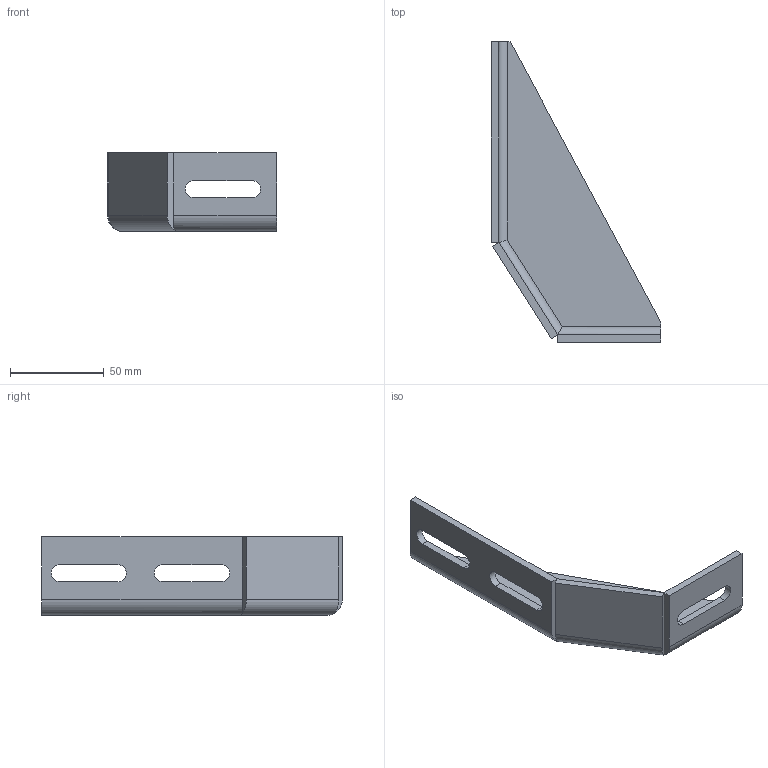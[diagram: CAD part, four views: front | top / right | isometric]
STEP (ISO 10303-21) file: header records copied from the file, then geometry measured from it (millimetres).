
FILE_DESCRIPTION(/* description */ (''),/* implementation_level */ '2;1');
FILE_NAME(/* name */ '13349_KriTec_Bodenwinkel_St_160x40x90_verzinkt.stp',/* time_stamp */ '2016-01-04T11:09:00+01:00',/* author */ ('Steiner'),/* organization */ (''),/* preprocessor_version */ 'ST-DEVELOPER v15.2',/* originating_system */ 'Autodesk Inventor 2014',/* authorisation */ '');
FILE_SCHEMA (('AUTOMOTIVE_DESIGN { 1 0 10303 214 3 1 1 }'));
Length unit declared in the file: millimetre
Products named in the file (1): 093b2002v
Bounding box: 90 x 160 x 42 mm (x, y, z)
Volume: 57118.7 mm3; surface area: 32186.5 mm2
Topology: 1 solids, 1 shells, 116 faces, 290 edges, 192 vertices
Faces by surface type: plane 72, cylinder 44
Entity records: 3517 total; most frequent: DIRECTION 616, CARTESIAN_POINT 599, ORIENTED_EDGE 580, EDGE_CURVE 290, AXIS2_PLACEMENT_3D 209, LINE 198, VECTOR 198, VERTEX_POINT 192
